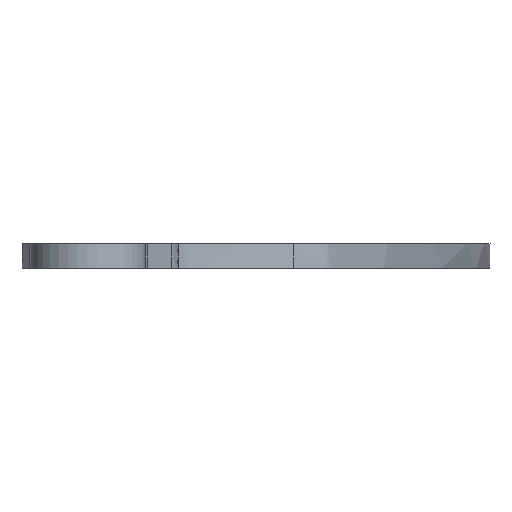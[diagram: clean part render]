
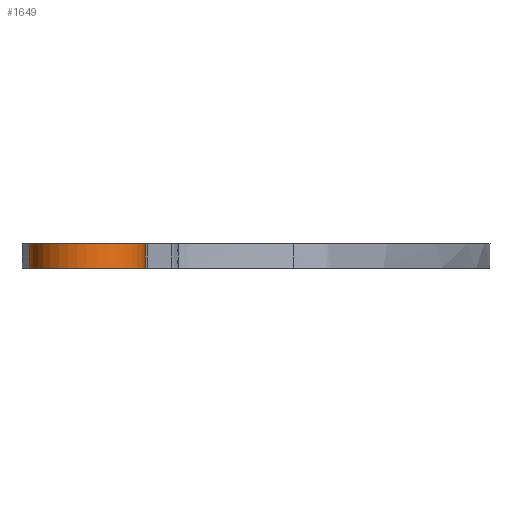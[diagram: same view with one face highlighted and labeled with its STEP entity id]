
A CAD part, left-side view. The second image highlights one B-rep face of the part: STEP entity #1649.
In plain terms, the highlighted cylindrical face has radius 15 mm (diameter 30 mm), a partial arc.
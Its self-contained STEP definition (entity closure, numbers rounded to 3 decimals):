
#17=CYLINDRICAL_SURFACE('',#1772,15.);
#135=LINE('',#13695,#229);
#137=LINE('',#14489,#231);
#229=VECTOR('',#1931,10.);
#231=VECTOR('',#1937,10.);
#282=CIRCLE('',#1732,15.);
#298=CIRCLE('',#1750,15.);
#402=FACE_OUTER_BOUND('',#507,.T.);
#507=EDGE_LOOP('',(#1352,#1353,#1354,#1355));
#673=VERTEX_POINT('',#5013);
#674=VERTEX_POINT('',#5044);
#750=VERTEX_POINT('',#6133);
#751=VERTEX_POINT('',#6135);
#848=EDGE_CURVE('',#673,#674,#282,.T.);
#927=EDGE_CURVE('',#750,#751,#298,.T.);
#1033=EDGE_CURVE('',#674,#750,#135,.T.);
#1035=EDGE_CURVE('',#673,#751,#137,.T.);
#1352=ORIENTED_EDGE('',*,*,#1033,.F.);
#1353=ORIENTED_EDGE('',*,*,#848,.F.);
#1354=ORIENTED_EDGE('',*,*,#1035,.T.);
#1355=ORIENTED_EDGE('',*,*,#927,.F.);
#1649=ADVANCED_FACE('',(#402),#17,.T.);
#1732=AXIS2_PLACEMENT_3D('',#5045,#1811,#1812);
#1750=AXIS2_PLACEMENT_3D('',#6136,#1863,#1864);
#1772=AXIS2_PLACEMENT_3D('',#14488,#1935,#1936);
#1811=DIRECTION('center_axis',(0.,0.,1.));
#1812=DIRECTION('ref_axis',(0.332,0.943,0.));
#1863=DIRECTION('center_axis',(0.,0.,-1.));
#1864=DIRECTION('ref_axis',(0.332,0.943,0.));
#1931=DIRECTION('',(0.,0.,-1.));
#1935=DIRECTION('center_axis',(0.,0.,-1.));
#1936=DIRECTION('ref_axis',(-0.985,0.174,0.));
#1937=DIRECTION('',(0.,0.,-1.));
#5013=CARTESIAN_POINT('',(34.985,132.747,6.3));
#5044=CARTESIAN_POINT('',(29.832,103.601,6.3));
#5045=CARTESIAN_POINT('Origin',(30.,118.6,6.3));
#6133=CARTESIAN_POINT('',(29.832,103.601,0.));
#6135=CARTESIAN_POINT('',(34.985,132.747,0.));
#6136=CARTESIAN_POINT('Origin',(30.,118.6,0.));
#13695=CARTESIAN_POINT('',(29.832,103.601,6.3));
#14488=CARTESIAN_POINT('Origin',(30.,118.6,6.3));
#14489=CARTESIAN_POINT('',(34.985,132.747,6.3));
